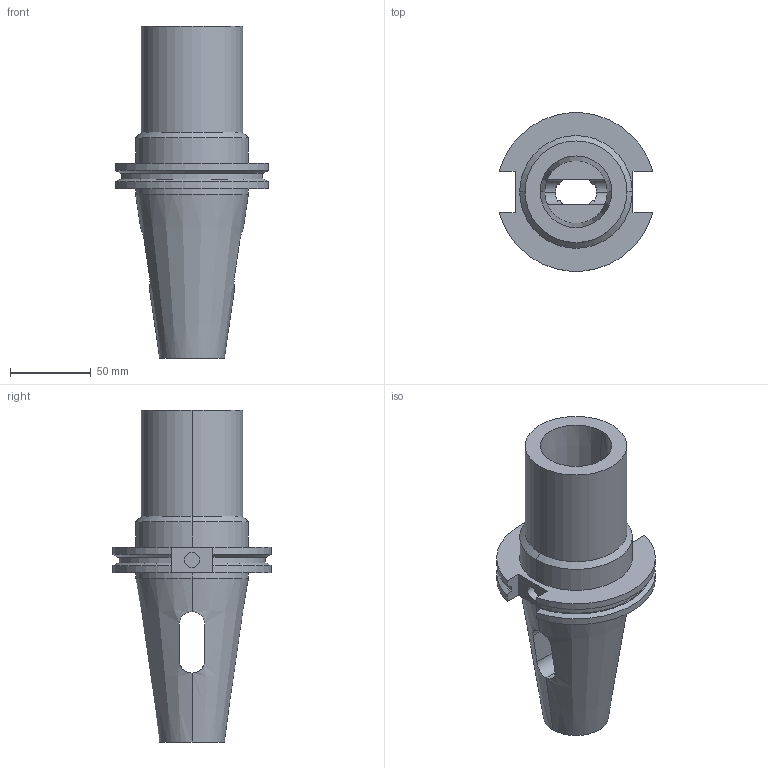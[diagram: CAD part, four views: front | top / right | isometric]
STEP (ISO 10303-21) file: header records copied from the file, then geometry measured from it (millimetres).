
FILE_DESCRIPTION (( 'STEP AP203' ), '1' );
FILE_NAME ('STP-22629.STEP', '2018-04-18T09:03:58', ( 'user' ), ( '' ), 'SwSTEP 2.0', 'SolidWorks 2015', '' );
FILE_SCHEMA (( 'CONFIG_CONTROL_DESIGN' ));
Length unit declared in the file: millimetre
Products named in the file (1): STP-22629
Bounding box: 94.95 x 98.05 x 205.74 mm (x, y, z)
Volume: 409401 mm3; surface area: 76043.9 mm2
Topology: 1 solids, 1 shells, 66 faces, 176 edges, 112 vertices
Faces by surface type: cylinder 28, plane 22, cone 16
Entity records: 2515 total; most frequent: CARTESIAN_POINT 801, ORIENTED_EDGE 352, DIRECTION 332, EDGE_CURVE 176, AXIS2_PLACEMENT_3D 123, VERTEX_POINT 112, LINE 86, VECTOR 86
